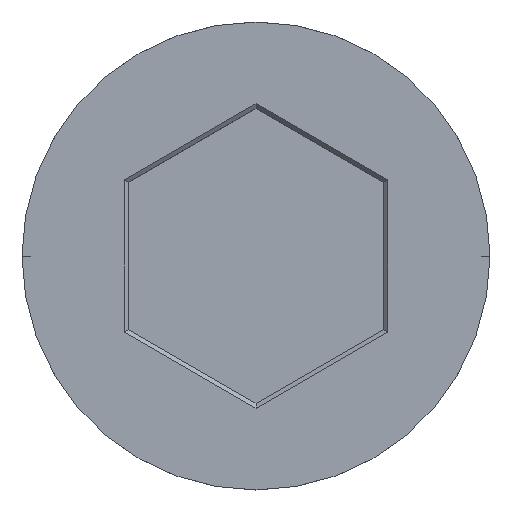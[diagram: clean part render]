
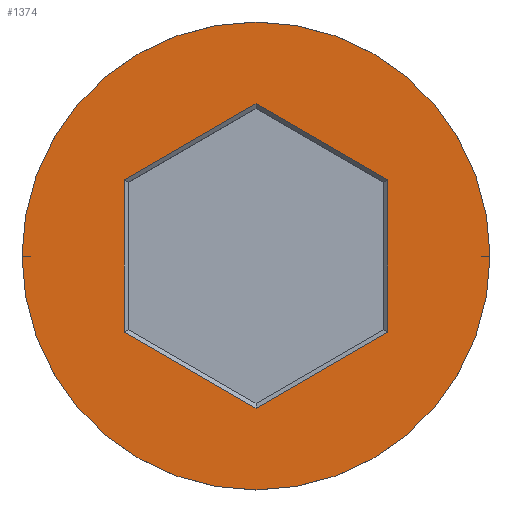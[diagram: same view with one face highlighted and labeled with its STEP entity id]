
A CAD part, top view. The second image highlights one B-rep face of the part: STEP entity #1374.
In plain terms, the highlighted planar face has unit normal (0, 0, 1).
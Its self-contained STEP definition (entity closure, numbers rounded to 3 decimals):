
#53 = VERTEX_POINT ( 'NONE', #904 ) ;
#55 = ORIENTED_EDGE ( 'NONE', *, *, #921, .T. ) ;
#59 = VERTEX_POINT ( 'NONE', #1376 ) ;
#92 = LINE ( 'NONE', #749, #681 ) ;
#105 = VECTOR ( 'NONE', #319, 1000. ) ;
#107 = CIRCLE ( 'NONE', #1075, 5.5 ) ;
#159 = DIRECTION ( 'NONE',  ( 0., 0., 1. ) ) ;
#210 = LINE ( 'NONE', #567, #1262 ) ;
#214 = CIRCLE ( 'NONE', #1132, 5.5 ) ;
#239 = VERTEX_POINT ( 'NONE', #1173 ) ;
#280 = EDGE_CURVE ( 'NONE', #1265, #317, #92, .T. ) ;
#317 = VERTEX_POINT ( 'NONE', #320 ) ;
#319 = DIRECTION ( 'NONE',  ( 0., -1., 0. ) ) ;
#320 = CARTESIAN_POINT ( 'NONE',  ( -3.1, 1.79, 0. ) ) ;
#397 = ORIENTED_EDGE ( 'NONE', *, *, #847, .T. ) ;
#400 = FACE_BOUND ( 'NONE', #879, .T. ) ;
#417 = LINE ( 'NONE', #526, #759 ) ;
#428 = ORIENTED_EDGE ( 'NONE', *, *, #280, .T. ) ;
#443 = DIRECTION ( 'NONE',  ( -0.866, -0.5, 0. ) ) ;
#447 = EDGE_CURVE ( 'NONE', #59, #239, #962, .T. ) ;
#448 = LINE ( 'NONE', #456, #105 ) ;
#450 = VERTEX_POINT ( 'NONE', #1327 ) ;
#456 = CARTESIAN_POINT ( 'NONE',  ( 3.1, -1.732, 0. ) ) ;
#522 = VECTOR ( 'NONE', #1297, 1000. ) ;
#526 = CARTESIAN_POINT ( 'NONE',  ( 3.05, 1.819, 0. ) ) ;
#531 = LINE ( 'NONE', #791, #522 ) ;
#540 = PLANE ( 'NONE',  #1535 ) ;
#567 = CARTESIAN_POINT ( 'NONE',  ( -0.05, 3.551, 0. ) ) ;
#615 = VERTEX_POINT ( 'NONE', #1457 ) ;
#657 = DIRECTION ( 'NONE',  ( 1., 0., 0. ) ) ;
#681 = VECTOR ( 'NONE', #1493, 1000. ) ;
#696 = CARTESIAN_POINT ( 'NONE',  ( 0., 0., 0. ) ) ;
#749 = CARTESIAN_POINT ( 'NONE',  ( -3.1, 1.732, 0. ) ) ;
#759 = VECTOR ( 'NONE', #1396, 1000. ) ;
#778 = DIRECTION ( 'NONE',  ( 1., 0., 0. ) ) ;
#786 = CARTESIAN_POINT ( 'NONE',  ( -3.1, -1.79, 0. ) ) ;
#788 = CARTESIAN_POINT ( 'NONE',  ( 0., 3.58, 0. ) ) ;
#791 = CARTESIAN_POINT ( 'NONE',  ( -3.05, -1.819, 0. ) ) ;
#847 = EDGE_CURVE ( 'NONE', #940, #450, #417, .T. ) ;
#869 = ORIENTED_EDGE ( 'NONE', *, *, #961, .T. ) ;
#879 = EDGE_LOOP ( 'NONE', ( #428, #869, #397, #1592, #1211, #1257 ) ) ;
#883 = DIRECTION ( 'NONE',  ( 0., 0., 1. ) ) ;
#899 = FACE_OUTER_BOUND ( 'NONE', #1546, .T. ) ;
#904 = CARTESIAN_POINT ( 'NONE',  ( -5.5, 0., 0. ) ) ;
#921 = EDGE_CURVE ( 'NONE', #53, #615, #214, .T. ) ;
#927 = ORIENTED_EDGE ( 'NONE', *, *, #1402, .T. ) ;
#940 = VERTEX_POINT ( 'NONE', #788 ) ;
#961 = EDGE_CURVE ( 'NONE', #317, #940, #210, .T. ) ;
#962 = LINE ( 'NONE', #1458, #1241 ) ;
#1032 = EDGE_CURVE ( 'NONE', #450, #59, #448, .T. ) ;
#1037 = CARTESIAN_POINT ( 'NONE',  ( 0., 0., 0. ) ) ;
#1075 = AXIS2_PLACEMENT_3D ( 'NONE', #696, #1565, #1453 ) ;
#1091 = DIRECTION ( 'NONE',  ( 0.866, 0.5, 0. ) ) ;
#1132 = AXIS2_PLACEMENT_3D ( 'NONE', #1037, #159, #657 ) ;
#1173 = CARTESIAN_POINT ( 'NONE',  ( 0., -3.58, 0. ) ) ;
#1211 = ORIENTED_EDGE ( 'NONE', *, *, #447, .T. ) ;
#1241 = VECTOR ( 'NONE', #443, 1000. ) ;
#1257 = ORIENTED_EDGE ( 'NONE', *, *, #1372, .T. ) ;
#1262 = VECTOR ( 'NONE', #1091, 1000. ) ;
#1265 = VERTEX_POINT ( 'NONE', #786 ) ;
#1297 = DIRECTION ( 'NONE',  ( -0.866, 0.5, 0. ) ) ;
#1327 = CARTESIAN_POINT ( 'NONE',  ( 3.1, 1.79, 0. ) ) ;
#1372 = EDGE_CURVE ( 'NONE', #239, #1265, #531, .T. ) ;
#1374 = ADVANCED_FACE ( 'NONE', ( #400, #899 ), #540, .T. ) ;
#1376 = CARTESIAN_POINT ( 'NONE',  ( 3.1, -1.79, 0. ) ) ;
#1396 = DIRECTION ( 'NONE',  ( 0.866, -0.5, 0. ) ) ;
#1399 = CARTESIAN_POINT ( 'NONE',  ( 0., 0., 0. ) ) ;
#1402 = EDGE_CURVE ( 'NONE', #615, #53, #107, .T. ) ;
#1453 = DIRECTION ( 'NONE',  ( 1., 0., 0. ) ) ;
#1457 = CARTESIAN_POINT ( 'NONE',  ( 5.5, 0., 0. ) ) ;
#1458 = CARTESIAN_POINT ( 'NONE',  ( 0.05, -3.551, 0. ) ) ;
#1493 = DIRECTION ( 'NONE',  ( 0., 1., 0. ) ) ;
#1535 = AXIS2_PLACEMENT_3D ( 'NONE', #1399, #883, #778 ) ;
#1546 = EDGE_LOOP ( 'NONE', ( #927, #55 ) ) ;
#1565 = DIRECTION ( 'NONE',  ( 0., 0., 1. ) ) ;
#1592 = ORIENTED_EDGE ( 'NONE', *, *, #1032, .T. ) ;
